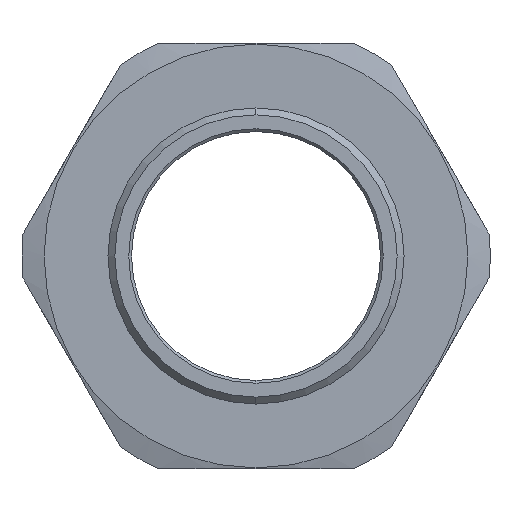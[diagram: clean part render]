
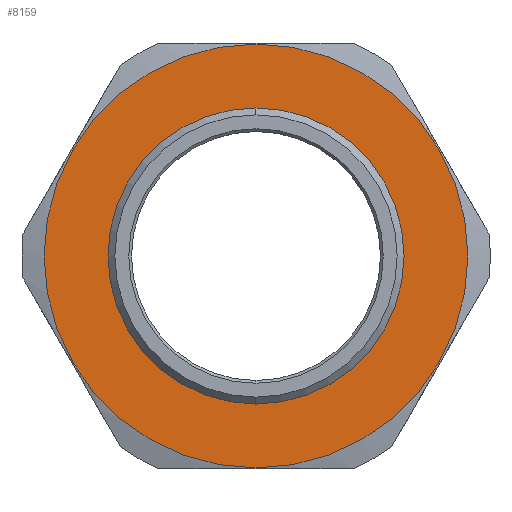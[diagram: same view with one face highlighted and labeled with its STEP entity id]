
A CAD part, left-side view. The second image highlights one B-rep face of the part: STEP entity #8159.
In plain terms, the highlighted planar face has unit normal (-1, 0, 0).
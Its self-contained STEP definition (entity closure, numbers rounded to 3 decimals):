
#92 = DIRECTION ( 'NONE',  ( 0., 0., -1. ) ) ;
#154 = ORIENTED_EDGE ( 'NONE', *, *, #8435, .F. ) ;
#307 = CARTESIAN_POINT ( 'NONE',  ( 15.3, 0., 0. ) ) ;
#489 = DIRECTION ( 'NONE',  ( 0., 0., -1. ) ) ;
#796 = DIRECTION ( 'NONE',  ( 1., 0., 0. ) ) ;
#849 = AXIS2_PLACEMENT_3D ( 'NONE', #7367, #796, #92 ) ;
#1031 = CARTESIAN_POINT ( 'NONE',  ( 15.3, 0., -22.9 ) ) ;
#1141 = CIRCLE ( 'NONE', #7621, 22.9 ) ;
#1525 = EDGE_CURVE ( 'NONE', #8634, #9379, #1526, .T. ) ;
#1526 = CIRCLE ( 'NONE', #3163, 16. ) ;
#2256 = VERTEX_POINT ( 'NONE', #1031 ) ;
#2387 = DIRECTION ( 'NONE',  ( 0., 0., 1. ) ) ;
#2483 = EDGE_CURVE ( 'NONE', #5017, #2256, #7324, .T. ) ;
#2615 = CARTESIAN_POINT ( 'NONE',  ( 15.3, 0., -16. ) ) ;
#3163 = AXIS2_PLACEMENT_3D ( 'NONE', #307, #5459, #6261 ) ;
#3820 = AXIS2_PLACEMENT_3D ( 'NONE', #8982, #3874, #2387 ) ;
#3874 = DIRECTION ( 'NONE',  ( -1., 0., 0. ) ) ;
#3912 = DIRECTION ( 'NONE',  ( 1., 0., 0. ) ) ;
#4649 = CARTESIAN_POINT ( 'NONE',  ( 15.3, 0., -25.8 ) ) ;
#4786 = ORIENTED_EDGE ( 'NONE', *, *, #9199, .F. ) ;
#5017 = VERTEX_POINT ( 'NONE', #5039 ) ;
#5039 = CARTESIAN_POINT ( 'NONE',  ( 15.3, 0., 22.9 ) ) ;
#5063 = EDGE_LOOP ( 'NONE', ( #4786, #9137 ) ) ;
#5112 = AXIS2_PLACEMENT_3D ( 'NONE', #4649, #3912, #7624 ) ;
#5459 = DIRECTION ( 'NONE',  ( -1., 0., 0. ) ) ;
#5487 = ORIENTED_EDGE ( 'NONE', *, *, #1525, .F. ) ;
#5727 = FACE_OUTER_BOUND ( 'NONE', #5063, .T. ) ;
#5734 = CARTESIAN_POINT ( 'NONE',  ( 15.3, 0., 16. ) ) ;
#5845 = FACE_BOUND ( 'NONE', #7433, .T. ) ;
#5940 = CIRCLE ( 'NONE', #3820, 16. ) ;
#6261 = DIRECTION ( 'NONE',  ( 0., 0., 1. ) ) ;
#7056 = DIRECTION ( 'NONE',  ( 1., 0., 0. ) ) ;
#7324 = CIRCLE ( 'NONE', #849, 22.9 ) ;
#7367 = CARTESIAN_POINT ( 'NONE',  ( 15.3, 0., 0. ) ) ;
#7433 = EDGE_LOOP ( 'NONE', ( #5487, #154 ) ) ;
#7621 = AXIS2_PLACEMENT_3D ( 'NONE', #7913, #7056, #489 ) ;
#7624 = DIRECTION ( 'NONE',  ( 0., 0., -1. ) ) ;
#7913 = CARTESIAN_POINT ( 'NONE',  ( 15.3, 0., 0. ) ) ;
#7920 = PLANE ( 'NONE',  #5112 ) ;
#8159 = ADVANCED_FACE ( 'NONE', ( #5727, #5845 ), #7920, .F. ) ;
#8435 = EDGE_CURVE ( 'NONE', #9379, #8634, #5940, .T. ) ;
#8634 = VERTEX_POINT ( 'NONE', #2615 ) ;
#8982 = CARTESIAN_POINT ( 'NONE',  ( 15.3, 0., 0. ) ) ;
#9137 = ORIENTED_EDGE ( 'NONE', *, *, #2483, .F. ) ;
#9199 = EDGE_CURVE ( 'NONE', #2256, #5017, #1141, .T. ) ;
#9379 = VERTEX_POINT ( 'NONE', #5734 ) ;
